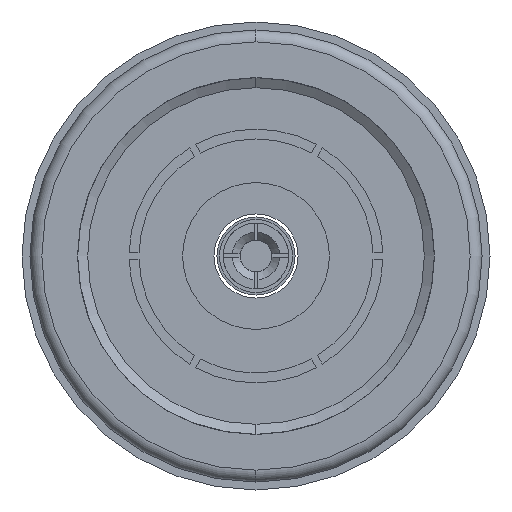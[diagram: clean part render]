
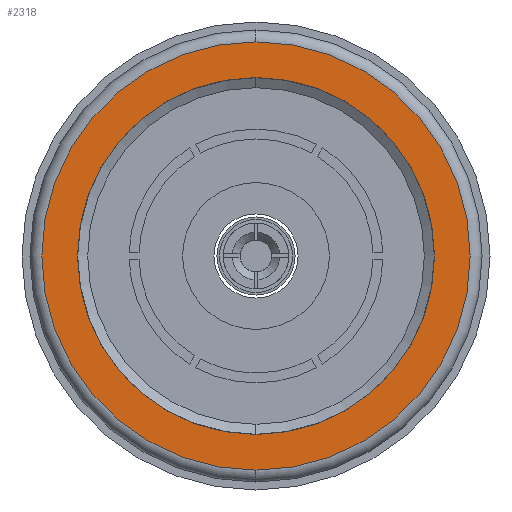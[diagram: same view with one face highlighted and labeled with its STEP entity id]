
A CAD part, left-side view. The second image highlights one B-rep face of the part: STEP entity #2318.
In plain terms, the highlighted planar face has unit normal (-1, 0, 0).
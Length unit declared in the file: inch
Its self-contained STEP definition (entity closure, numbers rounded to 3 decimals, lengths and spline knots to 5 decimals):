
#458 = VERTEX_POINT ( 'NONE', #2506 ) ;
#537 = VERTEX_POINT ( 'NONE', #2778 ) ;
#538 = EDGE_CURVE ( 'NONE', #537, #458, #2776, .T. ) ;
#659 = EDGE_CURVE ( 'NONE', #673, #691, #2997, .T. ) ;
#673 = VERTEX_POINT ( 'NONE', #3034 ) ;
#691 = VERTEX_POINT ( 'NONE', #3072 ) ;
#1049 = EDGE_CURVE ( 'NONE', #691, #673, #4358, .T. ) ;
#2318 = ADVANCED_FACE ( 'NONE', ( #4994, #4990 ), #4989, .T. ) ;
#2368 = ORIENTED_EDGE ( 'NONE', *, *, #659, .F. ) ;
#2506 = CARTESIAN_POINT ( 'NONE',  ( -0.67, 0., -0.27 ) ) ;
#2685 = EDGE_CURVE ( 'NONE', #458, #537, #5076, .T. ) ;
#2748 = ORIENTED_EDGE ( 'NONE', *, *, #1049, .F. ) ;
#2753 = ORIENTED_EDGE ( 'NONE', *, *, #2685, .T. ) ;
#2771 = DIRECTION ( 'NONE',  ( 0., 0., 1. ) ) ;
#2772 = DIRECTION ( 'NONE',  ( -1., 0., 0. ) ) ;
#2773 = CARTESIAN_POINT ( 'NONE',  ( -0.67, 0., 0. ) ) ;
#2774 = AXIS2_PLACEMENT_3D ( 'NONE', #2773, #2772, #2771 ) ;
#2776 = CIRCLE ( 'NONE', #2774, 0.27 ) ;
#2777 = ORIENTED_EDGE ( 'NONE', *, *, #538, .T. ) ;
#2778 = CARTESIAN_POINT ( 'NONE',  ( -0.67, 0., 0.27 ) ) ;
#2842 = EDGE_LOOP ( 'NONE', ( #2748, #2368 ) ) ;
#2843 = EDGE_LOOP ( 'NONE', ( #2777, #2753 ) ) ;
#2992 = DIRECTION ( 'NONE',  ( 0., 0., 1. ) ) ;
#2993 = DIRECTION ( 'NONE',  ( -1., 0., 0. ) ) ;
#2994 = CARTESIAN_POINT ( 'NONE',  ( -0.67, 0., 0. ) ) ;
#2995 = AXIS2_PLACEMENT_3D ( 'NONE', #2994, #2993, #2992 ) ;
#2997 = CIRCLE ( 'NONE', #2995, 0.225 ) ;
#3034 = CARTESIAN_POINT ( 'NONE',  ( -0.67, 0., -0.225 ) ) ;
#3072 = CARTESIAN_POINT ( 'NONE',  ( -0.67, 0., 0.225 ) ) ;
#4354 = DIRECTION ( 'NONE',  ( 0., 0., 1. ) ) ;
#4355 = DIRECTION ( 'NONE',  ( -1., 0., 0. ) ) ;
#4356 = CARTESIAN_POINT ( 'NONE',  ( -0.67, 0., 0. ) ) ;
#4357 = AXIS2_PLACEMENT_3D ( 'NONE', #4356, #4355, #4354 ) ;
#4358 = CIRCLE ( 'NONE', #4357, 0.225 ) ;
#4984 = DIRECTION ( 'NONE',  ( 0., 0., 1. ) ) ;
#4985 = DIRECTION ( 'NONE',  ( -1., 0., 0. ) ) ;
#4986 = AXIS2_PLACEMENT_3D ( 'NONE', #4988, #4985, #4984 ) ;
#4988 = CARTESIAN_POINT ( 'NONE',  ( -0.67, 0., 0. ) ) ;
#4989 = PLANE ( 'NONE',  #4986 ) ;
#4990 = FACE_BOUND ( 'NONE', #2842, .T. ) ;
#4994 = FACE_OUTER_BOUND ( 'NONE', #2843, .T. ) ;
#5076 = CIRCLE ( 'NONE', #5136, 0.27 ) ;
#5133 = DIRECTION ( 'NONE',  ( 0., 0., 1. ) ) ;
#5134 = DIRECTION ( 'NONE',  ( -1., 0., 0. ) ) ;
#5135 = CARTESIAN_POINT ( 'NONE',  ( -0.67, 0., 0. ) ) ;
#5136 = AXIS2_PLACEMENT_3D ( 'NONE', #5135, #5134, #5133 ) ;
